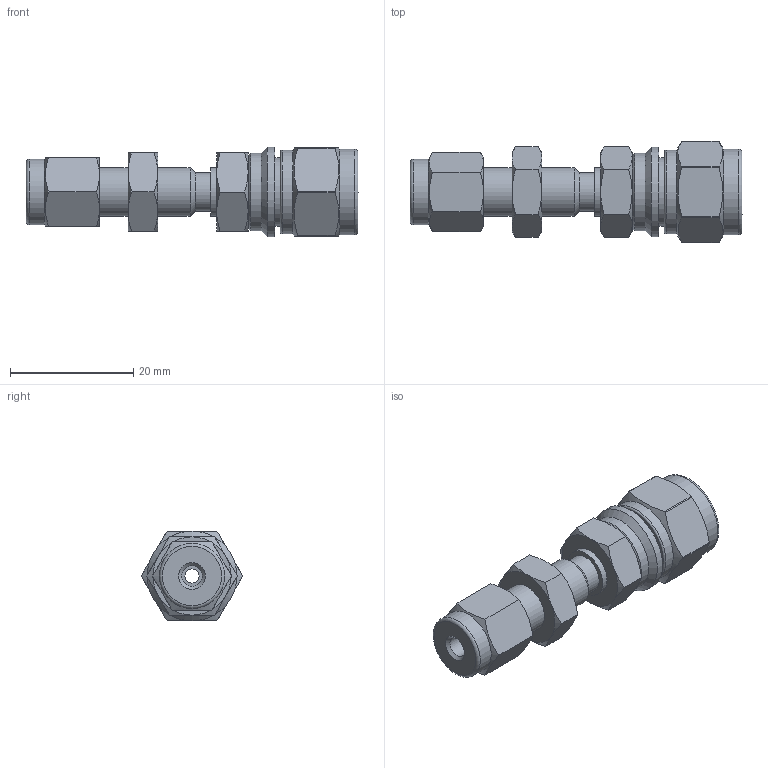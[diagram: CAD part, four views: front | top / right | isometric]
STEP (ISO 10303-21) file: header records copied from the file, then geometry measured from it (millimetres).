
FILE_DESCRIPTION(/* description */ (''),/* implementation_level */ '2;1');
FILE_NAME(/* name */ 'SBHRUI-2-4.stp',/* time_stamp */ '2022-04-22T11:33:31+09:00',/* author */ ('user'),/* organization */ (''),/* preprocessor_version */ 'ST-DEVELOPER v18.1',/* originating_system */ 'Autodesk Inventor 2022',/* authorisation */ '');
FILE_SCHEMA (('AUTOMOTIVE_DESIGN { 1 0 10303 214 3 1 1 }'));
Length unit declared in the file: millimetre
Products named in the file (1): SBHRUI-2-4
Bounding box: 53.9 x 16.4 x 14.6 mm (x, y, z)
Volume: 5114.5 mm3; surface area: 3713.5 mm2
Topology: 1 solids, 1 shells, 104 faces, 226 edges, 135 vertices
Faces by surface type: cone 42, plane 37, cylinder 22, torus 3
Full cylindrical faces by diameter (mm): 2.28 x1, 3.35 x1, 4.826 x1, 6.28 x1, 6.55 x1, 7.9 x1, 7.94 x2, 9.3 x1, 10.1 x1, 10.6 x1, 11.113 x1, 12.6 x1, 13.6 x1, 13.9 x1, 14.6 x1
Entity records: 2771 total; most frequent: CARTESIAN_POINT 622, ORIENTED_EDGE 452, DIRECTION 448, EDGE_CURVE 226, AXIS2_PLACEMENT_3D 195, VERTEX_POINT 135, EDGE_LOOP 117, FACE_OUTER_BOUND 104
